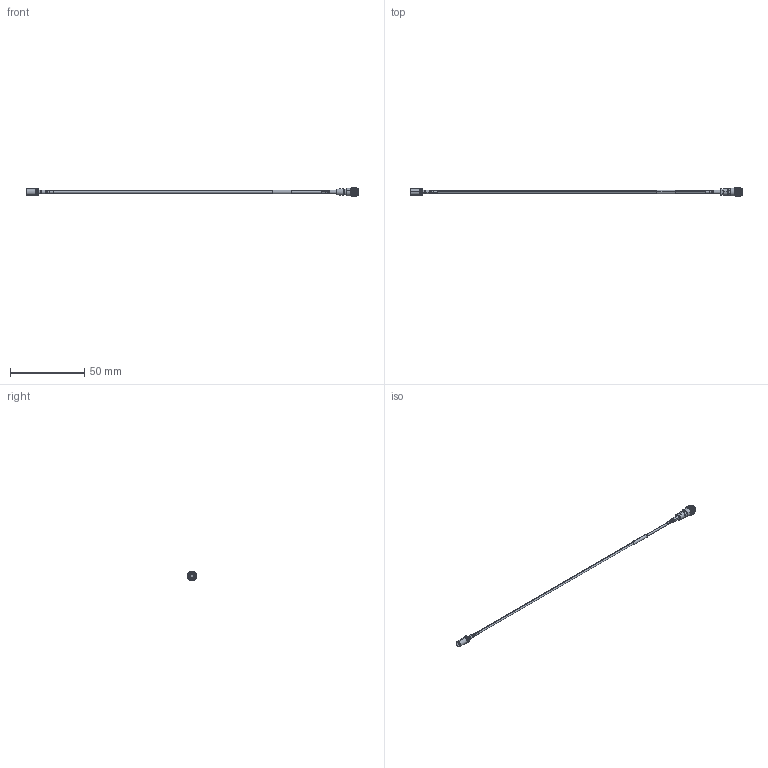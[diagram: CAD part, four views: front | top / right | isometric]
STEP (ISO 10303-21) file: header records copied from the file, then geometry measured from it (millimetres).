
FILE_DESCRIPTION (( 'STEP AP214' ), '1' );
FILE_NAME ('FMCA9724_3D.step', '2024-02-21T16:13:34', ( '' ), ( '' ), 'SwSTEP 2.0', 'SolidWorks 2022', '' );
FILE_SCHEMA (( 'AUTOMOTIVE_DESIGN' ));
Length unit declared in the file: inch
Products named in the file (6): CA-PE-P047_2_Heatshrink_LONG; PE45539; PE44798; PE-P047HF; FMCA9724_3D; 1AW01-003_.085 ID
Assembly tree (6 placements, depth 2):
  FMCA9724_3D
    PE-P047HF
    PE45539
    1AW01-003_.085 ID
    PE44798
    CA-PE-P047_2_Heatshrink_LONG  x2
Bounding box: 223.37 x 6.35 x 6.35 mm (x, y, z)
Volume: 754.4 mm3; surface area: 1998.5 mm2
Topology: 6 solids, 6 shells, 183 faces, 412 edges, 257 vertices
Faces by surface type: cylinder 78, plane 52, cone 30, torus 18, bspline 5
Entity records: 5908 total; most frequent: CARTESIAN_POINT 1906, DIRECTION 816, ORIENTED_EDGE 736, EDGE_CURVE 368, AXIS2_PLACEMENT_3D 340, VERTEX_POINT 233, EDGE_LOOP 181, CIRCLE 175
